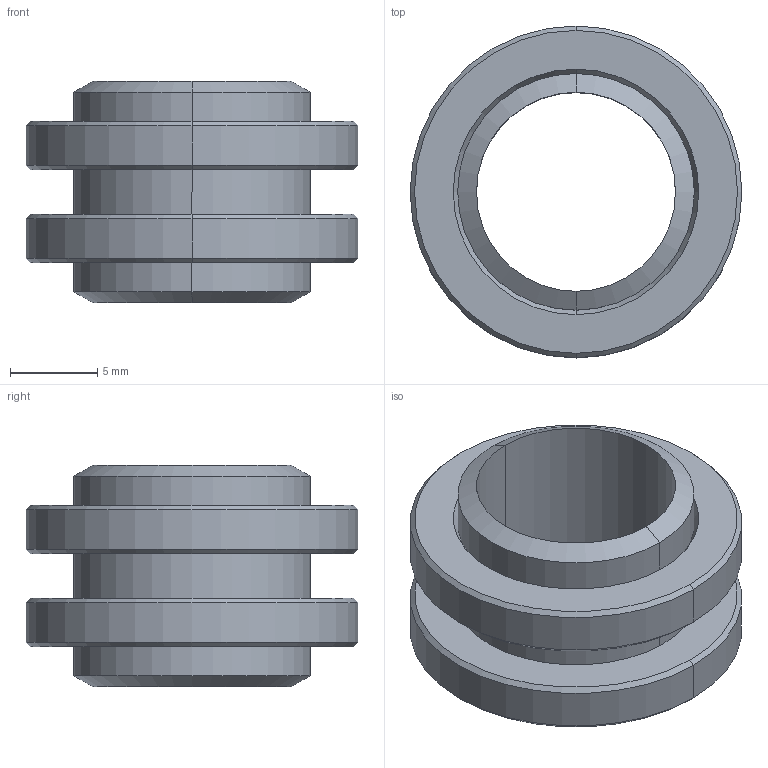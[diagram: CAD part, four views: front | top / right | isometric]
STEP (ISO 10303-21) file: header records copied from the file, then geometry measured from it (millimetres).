
FILE_DESCRIPTION (( 'STEP AP214' ), '1' );
FILE_NAME ('5158-E0W.STEP', '2015-10-22T14:35:11', ( 'admin' ), ( '' ), 'SwSTEP 2.0', 'SolidWorks 2014', '' );
FILE_SCHEMA (( 'AUTOMOTIVE_DESIGN' ));
Length unit declared in the file: millimetre
Products named in the file (1): 5158-E0W
Bounding box: 19.05 x 19.05 x 12.7 mm (x, y, z)
Volume: 1276.5 mm3; surface area: 2109 mm2
Topology: 3 solids, 3 shells, 36 faces, 72 edges, 40 vertices
Faces by surface type: cone 20, cylinder 12, plane 4
Entity records: 1384 total; most frequent: DIRECTION 186, CARTESIAN_POINT 149, ORIENTED_EDGE 144, AXIS2_PLACEMENT_3D 77, EDGE_CURVE 72, UNCERTAINTY_MEASURE_WITH_UNIT 41, PRESENTATION_STYLE_ASSIGNMENT 40, MECHANICAL_DESIGN_GEOMETRIC_PRESENTATION_REPRESENTATION 40
